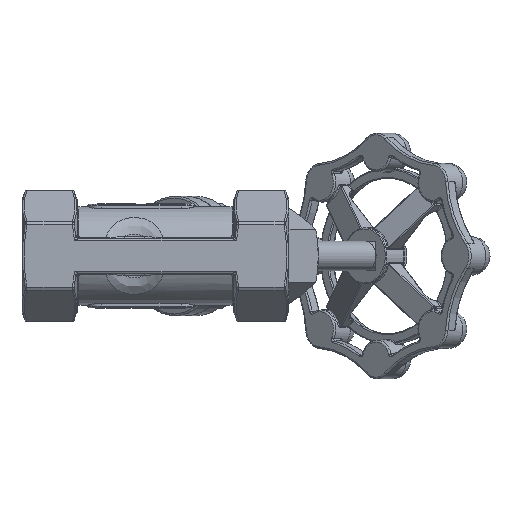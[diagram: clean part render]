
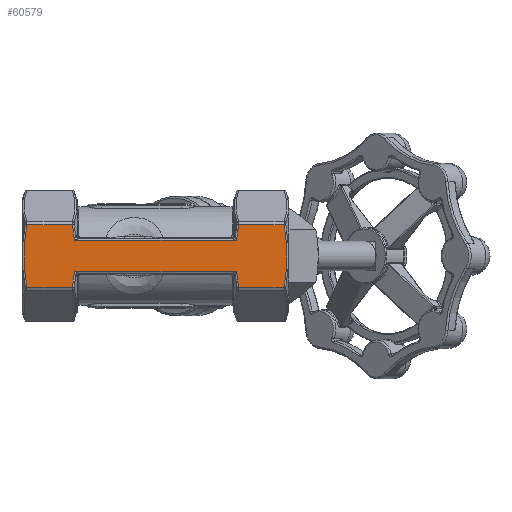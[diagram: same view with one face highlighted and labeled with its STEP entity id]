
A CAD part, front view. The second image highlights one B-rep face of the part: STEP entity #60579.
In plain terms, the highlighted planar face has unit normal (0, -1, 0).
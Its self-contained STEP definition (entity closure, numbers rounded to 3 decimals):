
#3183 = LINE ( 'NONE', #49840, #3185 ) ;
#3185 = VECTOR ( 'NONE', #49842, 1000. ) ;
#6705 = AXIS2_PLACEMENT_3D ( 'NONE', #31043, #31044, #31045 ) ;
#10553 = CARTESIAN_POINT ( 'NONE',  ( 0., -16.5, -8.88 ) ) ;
#10555 = DIRECTION ( 'NONE',  ( 1., 0., 0. ) ) ;
#11497 = DIRECTION ( 'NONE',  ( 1., 0., 0. ) ) ;
#11498 = CARTESIAN_POINT ( 'NONE',  ( 0., -16.5, -8.88 ) ) ;
#11645 = CARTESIAN_POINT ( 'NONE',  ( 14.331, -16.5, -8.88 ) ) ;
#11647 = CARTESIAN_POINT ( 'NONE',  ( 14.588, -16.5, -7.428 ) ) ;
#11649 = CARTESIAN_POINT ( 'NONE',  ( 14.797, -16.5, -5.968 ) ) ;
#11650 = CARTESIAN_POINT ( 'NONE',  ( 14.942, -16.5, -4.5 ) ) ;
#11732 = CARTESIAN_POINT ( 'NONE',  ( 1.369, -16.5, 8.88 ) ) ;
#11736 = CARTESIAN_POINT ( 'NONE',  ( 14.942, -16.5, -4.5 ) ) ;
#11850 = CARTESIAN_POINT ( 'NONE',  ( 61.058, -16.5, 4.5 ) ) ;
#14075 = EDGE_CURVE ( 'NONE', #15466, #15607, #69161, .T. ) ;
#15154 = VERTEX_POINT ( 'NONE', #16351 ) ;
#15169 = VERTEX_POINT ( 'NONE', #16379 ) ;
#15197 = VERTEX_POINT ( 'NONE', #16428 ) ;
#15222 = VERTEX_POINT ( 'NONE', #16474 ) ;
#15262 = VERTEX_POINT ( 'NONE', #16557 ) ;
#15358 = VERTEX_POINT ( 'NONE', #11736 ) ;
#15361 = VERTEX_POINT ( 'NONE', #11732 ) ;
#15466 = VERTEX_POINT ( 'NONE', #16978 ) ;
#15476 = ORIENTED_EDGE ( 'NONE', *, *, #31967, .T. ) ;
#15477 = ORIENTED_EDGE ( 'NONE', *, *, #32080, .T. ) ;
#15491 = VERTEX_POINT ( 'NONE', #17046 ) ;
#15537 = ORIENTED_EDGE ( 'NONE', *, *, #67475, .T. ) ;
#15539 = ORIENTED_EDGE ( 'NONE', *, *, #32015, .T. ) ;
#15570 = ORIENTED_EDGE ( 'NONE', *, *, #15615, .T. ) ;
#15571 = ORIENTED_EDGE ( 'NONE', *, *, #14075, .T. ) ;
#15572 = ORIENTED_EDGE ( 'NONE', *, *, #32056, .T. ) ;
#15573 = ORIENTED_EDGE ( 'NONE', *, *, #29242, .T. ) ;
#15587 = VERTEX_POINT ( 'NONE', #38881 ) ;
#15607 = VERTEX_POINT ( 'NONE', #39322 ) ;
#15615 = EDGE_CURVE ( 'NONE', #15607, #15154, #46322, .T. ) ;
#15632 = VERTEX_POINT ( 'NONE', #11850 ) ;
#15637 = ORIENTED_EDGE ( 'NONE', *, *, #29174, .T. ) ;
#15649 = ORIENTED_EDGE ( 'NONE', *, *, #32099, .T. ) ;
#15706 = ORIENTED_EDGE ( 'NONE', *, *, #31958, .T. ) ;
#16199 = ORIENTED_EDGE ( 'NONE', *, *, #57813, .T. ) ;
#16351 = CARTESIAN_POINT ( 'NONE',  ( 74.631, -16.5, 8.88 ) ) ;
#16379 = CARTESIAN_POINT ( 'NONE',  ( 14.331, -16.5, 8.88 ) ) ;
#16428 = CARTESIAN_POINT ( 'NONE',  ( 1.369, -16.5, -8.88 ) ) ;
#16474 = CARTESIAN_POINT ( 'NONE',  ( 61.058, -16.5, -4.5 ) ) ;
#16557 = CARTESIAN_POINT ( 'NONE',  ( 14.331, -16.5, -8.88 ) ) ;
#16978 = CARTESIAN_POINT ( 'NONE',  ( 61.669, -16.5, -8.88 ) ) ;
#17046 = CARTESIAN_POINT ( 'NONE',  ( 61.669, -16.5, 8.88 ) ) ;
#18319 = EDGE_LOOP ( 'NONE', ( #16199, #15539, #15706, #15476, #15477, #15649, #15537, #15637, #15573, #15572, #15571, #15570 ) ) ;
#20439 = CARTESIAN_POINT ( 'NONE',  ( 0., -16.5, 8.88 ) ) ;
#20440 = DIRECTION ( 'NONE',  ( -1., 0., 0. ) ) ;
#29174 = EDGE_CURVE ( 'NONE', #15262, #15358, #33107, .T. ) ;
#29242 = EDGE_CURVE ( 'NONE', #15358, #15222, #3183, .T. ) ;
#31041 = PLANE ( 'NONE',  #6705 ) ;
#31043 = CARTESIAN_POINT ( 'NONE',  ( 0., -16.5, -18.751 ) ) ;
#31044 = DIRECTION ( 'NONE',  ( 0., -1., 0. ) ) ;
#31045 = DIRECTION ( 'NONE',  ( 0., 0., -1. ) ) ;
#31958 = EDGE_CURVE ( 'NONE', #15632, #15587, #32532, .T. ) ;
#31967 = EDGE_CURVE ( 'NONE', #15587, #15169, #33142, .T. ) ;
#32015 = EDGE_CURVE ( 'NONE', #15491, #15632, #33150, .T. ) ;
#32056 = EDGE_CURVE ( 'NONE', #15222, #15466, #33155, .T. ) ;
#32080 = EDGE_CURVE ( 'NONE', #15169, #15361, #35356, .T. ) ;
#32099 = EDGE_CURVE ( 'NONE', #15361, #15197, #33169, .T. ) ;
#32295 = FACE_OUTER_BOUND ( 'NONE', #18319, .T. ) ;
#32530 = VECTOR ( 'NONE', #50536, 1000. ) ;
#32532 = LINE ( 'NONE', #50535, #32530 ) ;
#33107 = B_SPLINE_CURVE_WITH_KNOTS ( 'NONE', 3,
 ( #11645, #11647, #11649, #11650 ),
 .UNSPECIFIED., .F., .F.,
 ( 4, 4 ),
 ( 0., 0.004 ),
 .UNSPECIFIED. ) ;
#33142 = B_SPLINE_CURVE_WITH_KNOTS ( 'NONE', 3,
 ( #50594, #50596, #50598, #50600 ),
 .UNSPECIFIED., .F., .F.,
 ( 4, 4 ),
 ( 0., 0.004 ),
 .UNSPECIFIED. ) ;
#33150 = B_SPLINE_CURVE_WITH_KNOTS ( 'NONE', 3,
 ( #50810, #50812, #50814, #50815 ),
 .UNSPECIFIED., .F., .F.,
 ( 4, 4 ),
 ( 0., 0.004 ),
 .UNSPECIFIED. ) ;
#33155 = B_SPLINE_CURVE_WITH_KNOTS ( 'NONE', 3,
 ( #50996, #50998, #51000, #51001 ),
 .UNSPECIFIED., .F., .F.,
 ( 4, 4 ),
 ( 0., 0.004 ),
 .UNSPECIFIED. ) ;
#33169 = B_SPLINE_CURVE_WITH_KNOTS ( 'NONE', 3,
 ( #51411, #51413, #51415, #51417, #51419, #51421, #51423, #51425, #51427, #51428 ),
 .UNSPECIFIED., .F., .F.,
 ( 4, 2, 2, 2, 4 ),
 ( 0., 0.004, 0.009, 0.013, 0.018 ),
 .UNSPECIFIED. ) ;
#35354 = VECTOR ( 'NONE', #51210, 1000. ) ;
#35356 = LINE ( 'NONE', #51208, #35354 ) ;
#36507 = LINE ( 'NONE', #10553, #36664 ) ;
#36664 = VECTOR ( 'NONE', #10555, 1000. ) ;
#38881 = CARTESIAN_POINT ( 'NONE',  ( 14.942, -16.5, 4.5 ) ) ;
#39322 = CARTESIAN_POINT ( 'NONE',  ( 74.631, -16.5, -8.88 ) ) ;
#39579 = CARTESIAN_POINT ( 'NONE',  ( 75.391, -16.5, 2.979 ) ) ;
#39581 = CARTESIAN_POINT ( 'NONE',  ( 75.101, -16.5, 5.938 ) ) ;
#39582 = CARTESIAN_POINT ( 'NONE',  ( 75.468, -16.5, 1.493 ) ) ;
#39583 = CARTESIAN_POINT ( 'NONE',  ( 75.468, -16.5, -1.493 ) ) ;
#39584 = CARTESIAN_POINT ( 'NONE',  ( 75.391, -16.5, -2.979 ) ) ;
#39585 = CARTESIAN_POINT ( 'NONE',  ( 74.89, -16.5, -7.412 ) ) ;
#39586 = CARTESIAN_POINT ( 'NONE',  ( 75.101, -16.5, -5.938 ) ) ;
#39587 = CARTESIAN_POINT ( 'NONE',  ( 74.631, -16.5, -8.88 ) ) ;
#39642 = CARTESIAN_POINT ( 'NONE',  ( 74.89, -16.5, 7.412 ) ) ;
#39644 = CARTESIAN_POINT ( 'NONE',  ( 74.631, -16.5, 8.88 ) ) ;
#46322 = B_SPLINE_CURVE_WITH_KNOTS ( 'NONE', 3,
 ( #39587, #39585, #39586, #39584, #39583, #39582, #39579, #39581, #39642, #39644 ),
 .UNSPECIFIED., .F., .F.,
 ( 4, 2, 2, 2, 4 ),
 ( 0., 0.004, 0.009, 0.013, 0.018 ),
 .UNSPECIFIED. ) ;
#49840 = CARTESIAN_POINT ( 'NONE',  ( 0., -16.5, -4.5 ) ) ;
#49842 = DIRECTION ( 'NONE',  ( 1., 0., 0. ) ) ;
#50535 = CARTESIAN_POINT ( 'NONE',  ( 0., -16.5, 4.5 ) ) ;
#50536 = DIRECTION ( 'NONE',  ( -1., 0., 0. ) ) ;
#50594 = CARTESIAN_POINT ( 'NONE',  ( 14.942, -16.5, 4.5 ) ) ;
#50596 = CARTESIAN_POINT ( 'NONE',  ( 14.797, -16.5, 5.968 ) ) ;
#50598 = CARTESIAN_POINT ( 'NONE',  ( 14.588, -16.5, 7.428 ) ) ;
#50600 = CARTESIAN_POINT ( 'NONE',  ( 14.331, -16.5, 8.88 ) ) ;
#50810 = CARTESIAN_POINT ( 'NONE',  ( 61.669, -16.5, 8.88 ) ) ;
#50812 = CARTESIAN_POINT ( 'NONE',  ( 61.412, -16.5, 7.428 ) ) ;
#50814 = CARTESIAN_POINT ( 'NONE',  ( 61.203, -16.5, 5.968 ) ) ;
#50815 = CARTESIAN_POINT ( 'NONE',  ( 61.058, -16.5, 4.5 ) ) ;
#50996 = CARTESIAN_POINT ( 'NONE',  ( 61.058, -16.5, -4.5 ) ) ;
#50998 = CARTESIAN_POINT ( 'NONE',  ( 61.203, -16.5, -5.968 ) ) ;
#51000 = CARTESIAN_POINT ( 'NONE',  ( 61.412, -16.5, -7.428 ) ) ;
#51001 = CARTESIAN_POINT ( 'NONE',  ( 61.669, -16.5, -8.88 ) ) ;
#51208 = CARTESIAN_POINT ( 'NONE',  ( 0., -16.5, 8.88 ) ) ;
#51210 = DIRECTION ( 'NONE',  ( -1., 0., 0. ) ) ;
#51411 = CARTESIAN_POINT ( 'NONE',  ( 1.369, -16.5, 8.88 ) ) ;
#51413 = CARTESIAN_POINT ( 'NONE',  ( 1.11, -16.5, 7.412 ) ) ;
#51415 = CARTESIAN_POINT ( 'NONE',  ( 0.899, -16.5, 5.938 ) ) ;
#51417 = CARTESIAN_POINT ( 'NONE',  ( 0.609, -16.5, 2.979 ) ) ;
#51419 = CARTESIAN_POINT ( 'NONE',  ( 0.532, -16.5, 1.493 ) ) ;
#51421 = CARTESIAN_POINT ( 'NONE',  ( 0.532, -16.5, -1.493 ) ) ;
#51423 = CARTESIAN_POINT ( 'NONE',  ( 0.609, -16.5, -2.979 ) ) ;
#51425 = CARTESIAN_POINT ( 'NONE',  ( 0.899, -16.5, -5.938 ) ) ;
#51427 = CARTESIAN_POINT ( 'NONE',  ( 1.11, -16.5, -7.412 ) ) ;
#51428 = CARTESIAN_POINT ( 'NONE',  ( 1.369, -16.5, -8.88 ) ) ;
#57813 = EDGE_CURVE ( 'NONE', #15154, #15491, #66741, .T. ) ;
#60579 = ADVANCED_FACE ( 'NONE', ( #32295 ), #31041, .T. ) ;
#66741 = LINE ( 'NONE', #20439, #66742 ) ;
#66742 = VECTOR ( 'NONE', #20440, 1000. ) ;
#67475 = EDGE_CURVE ( 'NONE', #15197, #15262, #36507, .T. ) ;
#69160 = VECTOR ( 'NONE', #11497, 1000. ) ;
#69161 = LINE ( 'NONE', #11498, #69160 ) ;
